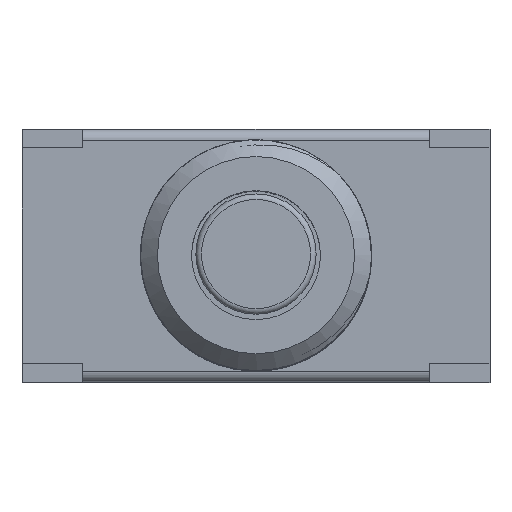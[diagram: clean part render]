
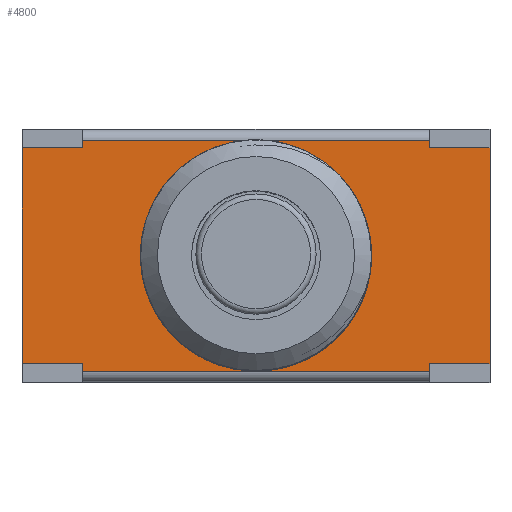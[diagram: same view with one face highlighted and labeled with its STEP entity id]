
A CAD part, top view. The second image highlights one B-rep face of the part: STEP entity #4800.
In plain terms, the highlighted planar face has unit normal (0, 0, 1).
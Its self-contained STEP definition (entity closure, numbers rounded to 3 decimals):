
#343=FACE_BOUND('',#934,.T.);
#450=PLANE('',#5115);
#656=FACE_OUTER_BOUND('',#933,.T.);
#933=EDGE_LOOP('',(#4047,#4048,#4049,#4050,#4051,#4052,#4053,#4054,#4055,
#4056,#4057,#4058));
#934=EDGE_LOOP('',(#4059));
#1119=LINE('',#6491,#1556);
#1121=LINE('',#6495,#1558);
#1122=LINE('',#6498,#1559);
#1126=LINE('',#6505,#1563);
#1127=LINE('',#6508,#1564);
#1342=LINE('',#7669,#1779);
#1343=LINE('',#7673,#1780);
#1346=LINE('',#7678,#1783);
#1347=LINE('',#7681,#1784);
#1353=LINE('',#7691,#1790);
#1354=LINE('',#7694,#1791);
#1356=LINE('',#7697,#1793);
#1556=VECTOR('',#5450,10.);
#1558=VECTOR('',#5454,10.);
#1559=VECTOR('',#5457,10.);
#1563=VECTOR('',#5463,10.);
#1564=VECTOR('',#5466,10.);
#1779=VECTOR('',#5831,10.);
#1780=VECTOR('',#5836,10.);
#1783=VECTOR('',#5841,10.);
#1784=VECTOR('',#5844,10.);
#1790=VECTOR('',#5854,10.);
#1791=VECTOR('',#5857,10.);
#1793=VECTOR('',#5861,10.);
#1919=CIRCLE('',#5000,1.75);
#2020=VERTEX_POINT('',#6388);
#2054=VERTEX_POINT('',#6487);
#2055=VERTEX_POINT('',#6489);
#2056=VERTEX_POINT('',#6493);
#2057=VERTEX_POINT('',#6497);
#2059=VERTEX_POINT('',#6503);
#2060=VERTEX_POINT('',#6507);
#2282=VERTEX_POINT('',#7666);
#2283=VERTEX_POINT('',#7668);
#2284=VERTEX_POINT('',#7672);
#2285=VERTEX_POINT('',#7676);
#2286=VERTEX_POINT('',#7680);
#2289=VERTEX_POINT('',#7693);
#2503=EDGE_CURVE('',#2020,#2020,#1919,.T.);
#2554=EDGE_CURVE('',#2054,#2055,#1119,.T.);
#2556=EDGE_CURVE('',#2056,#2055,#1121,.T.);
#2557=EDGE_CURVE('',#2054,#2057,#1122,.T.);
#2561=EDGE_CURVE('',#2056,#2059,#1126,.T.);
#2562=EDGE_CURVE('',#2060,#2057,#1127,.T.);
#2894=EDGE_CURVE('',#2282,#2283,#1342,.T.);
#2896=EDGE_CURVE('',#2284,#2283,#1343,.T.);
#2899=EDGE_CURVE('',#2282,#2285,#1346,.T.);
#2900=EDGE_CURVE('',#2286,#2284,#1347,.T.);
#2906=EDGE_CURVE('',#2059,#2286,#1353,.T.);
#2907=EDGE_CURVE('',#2289,#2060,#1354,.T.);
#2909=EDGE_CURVE('',#2285,#2289,#1356,.T.);
#4047=ORIENTED_EDGE('',*,*,#2900,.T.);
#4048=ORIENTED_EDGE('',*,*,#2896,.T.);
#4049=ORIENTED_EDGE('',*,*,#2894,.F.);
#4050=ORIENTED_EDGE('',*,*,#2899,.T.);
#4051=ORIENTED_EDGE('',*,*,#2909,.T.);
#4052=ORIENTED_EDGE('',*,*,#2907,.T.);
#4053=ORIENTED_EDGE('',*,*,#2562,.T.);
#4054=ORIENTED_EDGE('',*,*,#2557,.F.);
#4055=ORIENTED_EDGE('',*,*,#2554,.T.);
#4056=ORIENTED_EDGE('',*,*,#2556,.F.);
#4057=ORIENTED_EDGE('',*,*,#2561,.T.);
#4058=ORIENTED_EDGE('',*,*,#2906,.T.);
#4059=ORIENTED_EDGE('',*,*,#2503,.T.);
#4800=ADVANCED_FACE('',(#656,#343),#450,.T.);
#5000=AXIS2_PLACEMENT_3D('',#6389,#5355,#5356);
#5115=AXIS2_PLACEMENT_3D('',#7698,#5862,#5863);
#5355=DIRECTION('center_axis',(0.,0.,-1.));
#5356=DIRECTION('ref_axis',(-1.,0.,0.));
#5450=DIRECTION('',(-1.,0.,0.));
#5454=DIRECTION('',(0.,1.,0.));
#5457=DIRECTION('',(0.,-1.,0.));
#5463=DIRECTION('',(-1.,0.,0.));
#5466=DIRECTION('',(-1.,0.,0.));
#5831=DIRECTION('',(-1.,0.,0.));
#5836=DIRECTION('',(0.,-1.,0.));
#5841=DIRECTION('',(0.,1.,0.));
#5844=DIRECTION('',(1.,0.,0.));
#5854=DIRECTION('',(0.,-1.,0.));
#5857=DIRECTION('',(0.,1.,0.));
#5861=DIRECTION('',(1.,0.,0.));
#5862=DIRECTION('center_axis',(0.,0.,1.));
#5863=DIRECTION('ref_axis',(1.,0.,0.));
#6388=CARTESIAN_POINT('',(1.75,0.,8.89));
#6389=CARTESIAN_POINT('Origin',(0.,0.,8.89));
#6487=CARTESIAN_POINT('',(4.7,3.13,8.89));
#6489=CARTESIAN_POINT('',(-4.7,3.13,8.89));
#6491=CARTESIAN_POINT('',(2.35,3.13,8.89));
#6493=CARTESIAN_POINT('',(-4.7,2.93,8.89));
#6495=CARTESIAN_POINT('',(-4.7,3.43,8.89));
#6497=CARTESIAN_POINT('',(4.7,2.93,8.89));
#6498=CARTESIAN_POINT('',(4.7,2.93,8.89));
#6503=CARTESIAN_POINT('',(-6.35,2.93,8.89));
#6505=CARTESIAN_POINT('',(-6.35,2.93,8.89));
#6507=CARTESIAN_POINT('',(6.35,2.93,8.89));
#6508=CARTESIAN_POINT('',(-6.35,2.93,8.89));
#7666=CARTESIAN_POINT('',(4.7,-3.13,8.89));
#7668=CARTESIAN_POINT('',(-4.7,-3.13,8.89));
#7669=CARTESIAN_POINT('',(2.35,-3.13,8.89));
#7672=CARTESIAN_POINT('',(-4.7,-2.93,8.89));
#7673=CARTESIAN_POINT('',(-4.7,-3.43,8.89));
#7676=CARTESIAN_POINT('',(4.7,-2.93,8.89));
#7678=CARTESIAN_POINT('',(4.7,-2.93,8.89));
#7680=CARTESIAN_POINT('',(-6.35,-2.93,8.89));
#7681=CARTESIAN_POINT('',(6.35,-2.93,8.89));
#7691=CARTESIAN_POINT('',(-6.35,-2.93,8.89));
#7693=CARTESIAN_POINT('',(6.35,-2.93,8.89));
#7694=CARTESIAN_POINT('',(6.35,2.93,8.89));
#7697=CARTESIAN_POINT('',(6.35,-2.93,8.89));
#7698=CARTESIAN_POINT('Origin',(0.,0.,8.89));
